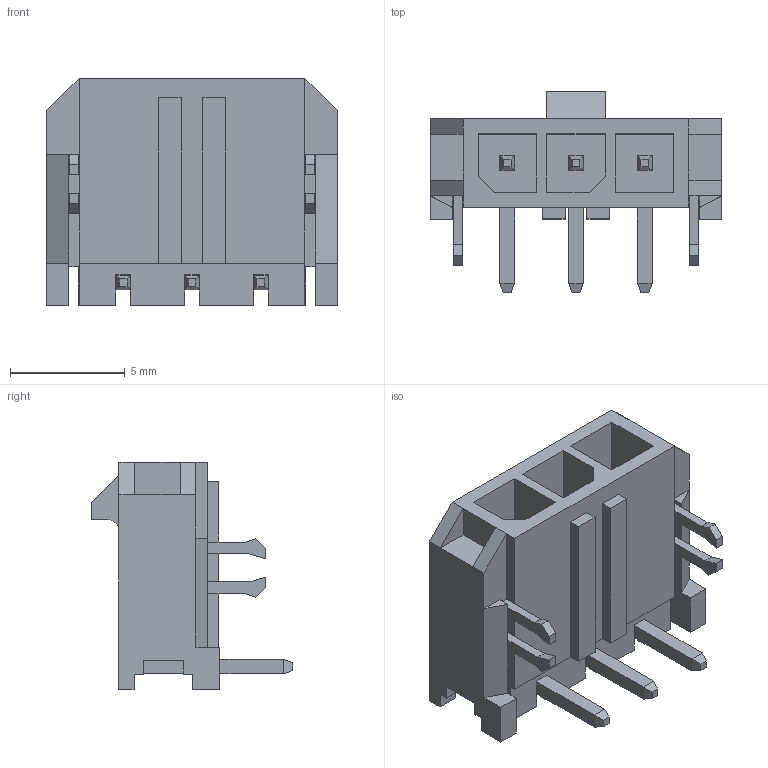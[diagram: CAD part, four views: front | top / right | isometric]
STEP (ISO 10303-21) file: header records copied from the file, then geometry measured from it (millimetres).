
FILE_DESCRIPTION((''),'2;1');
FILE_NAME('436500303','2013-12-20T',('me'),(''),'PRO/ENGINEER BY PARAMETRIC TECHNOLOGY CORPORATION, 2011490','PRO/ENGINEER BY PARAMETRIC TECHNOLOGY CORPORATION, 2011490','');
FILE_SCHEMA(('CONFIG_CONTROL_DESIGN'));
Length unit declared in the file: millimetre
Products named in the file (1): 436500303
Bounding box: 12.65 x 8.79 x 9.9 mm (x, y, z)
Volume: 322 mm3; surface area: 797.3 mm2
Topology: 2 solids, 2 shells, 253 faces, 664 edges, 426 vertices
Faces by surface type: plane 252, cylinder 1
Entity records: 7590 total; most frequent: CARTESIAN_POINT 1334, ORIENTED_EDGE 1308, DIRECTION 1184, EDGE_CURVE 654, VECTOR 652, LINE 652, VERTEX_POINT 416, AXIS2_PLACEMENT_3D 266
